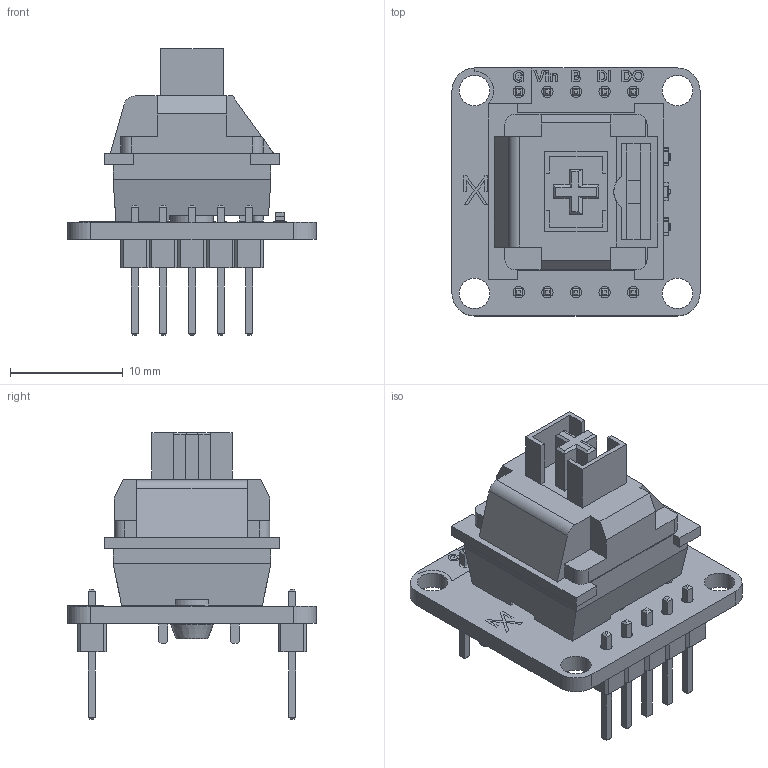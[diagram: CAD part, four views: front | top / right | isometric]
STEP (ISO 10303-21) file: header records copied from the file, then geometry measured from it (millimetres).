
FILE_DESCRIPTION(('KiCad electronic assembly'),'2;1');
FILE_NAME('AX22-0027.step','2025-12-08T16:29:13',('Pcbnew'),('Kicad'), 'Open CASCADE STEP processor 7.8','KiCad to STEP converter','Unknown' );
FILE_SCHEMA(('AUTOMOTIVE_DESIGN { 1 0 10303 214 1 1 1 1 }'));
Length unit declared in the file: millimetre
Products named in the file (11): AX22-0027 1; PinHeader_1x05_P2.54mm_Vertical; R_0603_1608Metric; C_0603_1608Metric; XINGLIGHT XL-2020RGBC-WS2812B; REDragon-MX-ZT02; Body; Button; Pins; AX22_Keyboard-Key_silkscreen; AX22_Keyboard-Key_PCB
Assembly tree (12 placements, depth 3):
  AX22-0027 1
    PinHeader_1x05_P2.54mm_Vertical  x2
    R_0603_1608Metric  x2
    C_0603_1608Metric
    XINGLIGHT XL-2020RGBC-WS2812B
    REDragon-MX-ZT02
      Body
      Button
      Pins
    AX22_Keyboard-Key_silkscreen
    AX22_Keyboard-Key_PCB
Bounding box: 22 x 22 x 25.44 mm (x, y, z)
Volume: 2596.4 mm3; surface area: 3231.2 mm2
Topology: 11 solids, 54 shells, 576 faces, 2417 edges, 1935 vertices
Faces by surface type: plane 513, cylinder 62, cone 1
Full cylindrical faces by diameter (mm): 1 x12, 1.1 x2, 1.6 x2, 2.7 x4, 3.8 x1, 4 x1
Entity records: 23659 total; most frequent: CARTESIAN_POINT 4203, DIRECTION 3201, ORIENTED_EDGE 3031, EDGE_CURVE 2053, LINE 1775, VECTOR 1775, VERTEX_POINT 1707, AXIS2_PLACEMENT_3D 713
